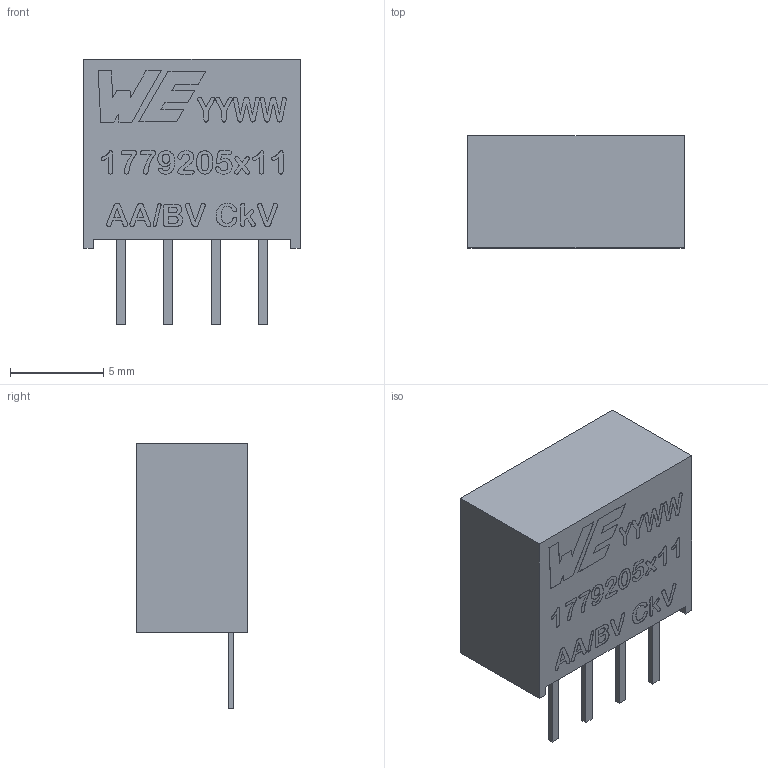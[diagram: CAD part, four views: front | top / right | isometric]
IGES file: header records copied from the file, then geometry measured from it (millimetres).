
Start section: C
Global section: file name: 1779205111.igs; native system: By Siemens PLM Incorporated; preprocessor: XPlus GENERIC/IGES 24.0.124; author: Author; organization: Title; date: 20210915.081016; units: millimetre
Bounding box: 11.6 x 6 x 14.26 mm (x, y, z)
Surface area: 523.1 mm2 (no closed solid volume)
Topology: 0 solids, 0 shells, 2226 faces, 13310 edges, 13310 vertices
Faces by surface type: bspline 2226
